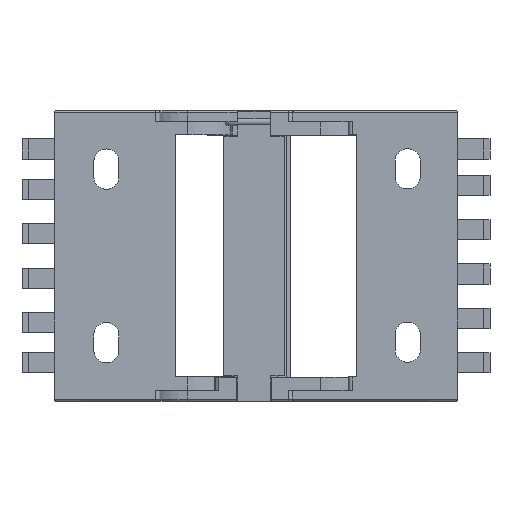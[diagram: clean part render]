
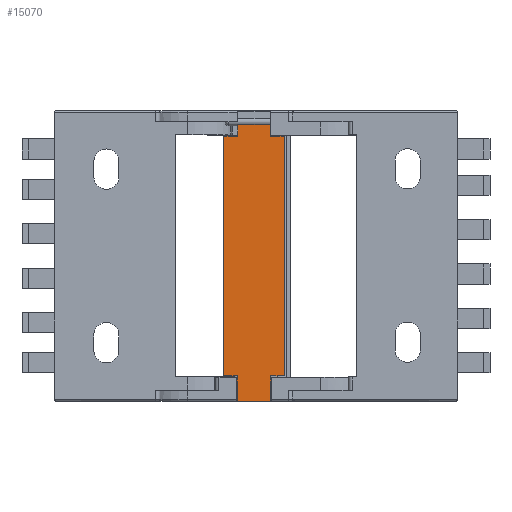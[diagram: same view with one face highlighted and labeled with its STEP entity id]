
A CAD part, front view. The second image highlights one B-rep face of the part: STEP entity #15070.
In plain terms, the highlighted planar face has unit normal (0, -1, 0).
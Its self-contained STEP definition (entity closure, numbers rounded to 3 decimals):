
#82 = DIRECTION ( 'NONE',  ( -1., 0., 0. ) ) ;
#987 = EDGE_CURVE ( 'NONE', #10795, #11973, #1814, .T. ) ;
#1260 = VERTEX_POINT ( 'NONE', #6680 ) ;
#1358 = CARTESIAN_POINT ( 'NONE',  ( 24., -11.7, 65.7 ) ) ;
#1397 = LINE ( 'NONE', #11556, #11121 ) ;
#1418 = VERTEX_POINT ( 'NONE', #12850 ) ;
#1523 = DIRECTION ( 'NONE',  ( 0., 0., 1. ) ) ;
#1677 = DIRECTION ( 'NONE',  ( -1., 0., 0. ) ) ;
#1732 = EDGE_CURVE ( 'NONE', #10958, #5798, #1397, .T. ) ;
#1814 = LINE ( 'NONE', #10303, #4219 ) ;
#2003 = ORIENTED_EDGE ( 'NONE', *, *, #1732, .F. ) ;
#2149 = CARTESIAN_POINT ( 'NONE',  ( 12.323, -11.7, 45.57 ) ) ;
#2280 = ORIENTED_EDGE ( 'NONE', *, *, #10503, .F. ) ;
#2378 = VERTEX_POINT ( 'NONE', #6249 ) ;
#2444 = VECTOR ( 'NONE', #3330, 1000. ) ;
#2458 = CARTESIAN_POINT ( 'NONE',  ( 24., -11.7, 6.3 ) ) ;
#2549 = EDGE_CURVE ( 'NONE', #7829, #1260, #7225, .T. ) ;
#2690 = DIRECTION ( 'NONE',  ( 1., 0., 0. ) ) ;
#2695 = EDGE_CURVE ( 'NONE', #2378, #1260, #14708, .T. ) ;
#2744 = CARTESIAN_POINT ( 'NONE',  ( 24., -11.7, 68.57 ) ) ;
#3115 = ORIENTED_EDGE ( 'NONE', *, *, #3324, .F. ) ;
#3324 = EDGE_CURVE ( 'NONE', #14983, #8779, #9963, .T. ) ;
#3330 = DIRECTION ( 'NONE',  ( -1., 0., 0. ) ) ;
#3400 = CARTESIAN_POINT ( 'NONE',  ( 24., -11.7, 0. ) ) ;
#3427 = VECTOR ( 'NONE', #1677, 1000. ) ;
#3702 = EDGE_CURVE ( 'NONE', #1418, #10795, #12858, .T. ) ;
#3731 = DIRECTION ( 'NONE',  ( 1., 0., 0. ) ) ;
#3769 = PLANE ( 'NONE',  #9975 ) ;
#4219 = VECTOR ( 'NONE', #8016, 1000. ) ;
#4391 = CARTESIAN_POINT ( 'NONE',  ( 12.323, -11.7, 6.3 ) ) ;
#5068 = ORIENTED_EDGE ( 'NONE', *, *, #2695, .F. ) ;
#5095 = VECTOR ( 'NONE', #12617, 1000. ) ;
#5116 = EDGE_CURVE ( 'NONE', #12572, #7089, #12829, .T. ) ;
#5299 = ORIENTED_EDGE ( 'NONE', *, *, #2549, .T. ) ;
#5515 = VECTOR ( 'NONE', #1523, 1000. ) ;
#5701 = CARTESIAN_POINT ( 'NONE',  ( 12.45, -11.7, 68.57 ) ) ;
#5798 = VERTEX_POINT ( 'NONE', #15036 ) ;
#5834 = ORIENTED_EDGE ( 'NONE', *, *, #5116, .F. ) ;
#6145 = CARTESIAN_POINT ( 'NONE',  ( 24., -11.7, 65.7 ) ) ;
#6168 = VECTOR ( 'NONE', #14364, 1000. ) ;
#6249 = CARTESIAN_POINT ( 'NONE',  ( 20.677, -11.7, 0. ) ) ;
#6553 = LINE ( 'NONE', #13777, #5095 ) ;
#6680 = CARTESIAN_POINT ( 'NONE',  ( 12.323, -11.7, 0. ) ) ;
#6764 = CARTESIAN_POINT ( 'NONE',  ( 12.45, -11.7, 65.7 ) ) ;
#6962 = FACE_OUTER_BOUND ( 'NONE', #11435, .T. ) ;
#7089 = VERTEX_POINT ( 'NONE', #11583 ) ;
#7103 = VECTOR ( 'NONE', #10872, 1000. ) ;
#7225 = LINE ( 'NONE', #2149, #7578 ) ;
#7462 = ORIENTED_EDGE ( 'NONE', *, *, #9182, .F. ) ;
#7551 = VECTOR ( 'NONE', #2690, 1000. ) ;
#7578 = VECTOR ( 'NONE', #14850, 1000. ) ;
#7639 = ORIENTED_EDGE ( 'NONE', *, *, #987, .T. ) ;
#7829 = VERTEX_POINT ( 'NONE', #4391 ) ;
#7949 = CARTESIAN_POINT ( 'NONE',  ( 9., -11.7, 6.3 ) ) ;
#7961 = LINE ( 'NONE', #12190, #3427 ) ;
#8016 = DIRECTION ( 'NONE',  ( 0., 0., -1. ) ) ;
#8078 = EDGE_CURVE ( 'NONE', #10958, #8779, #14953, .T. ) ;
#8155 = CARTESIAN_POINT ( 'NONE',  ( 9., -11.7, 68.57 ) ) ;
#8169 = LINE ( 'NONE', #1358, #6168 ) ;
#8779 = VERTEX_POINT ( 'NONE', #8946 ) ;
#8863 = EDGE_CURVE ( 'NONE', #2378, #5798, #6553, .T. ) ;
#8946 = CARTESIAN_POINT ( 'NONE',  ( 24., -11.7, 65.7 ) ) ;
#9182 = EDGE_CURVE ( 'NONE', #7089, #11973, #8169, .T. ) ;
#9443 = VECTOR ( 'NONE', #13930, 1000. ) ;
#9537 = DIRECTION ( 'NONE',  ( 0., -1., 0. ) ) ;
#9685 = CARTESIAN_POINT ( 'NONE',  ( 20.55, -11.7, 65.7 ) ) ;
#9963 = LINE ( 'NONE', #6145, #7551 ) ;
#9975 = AXIS2_PLACEMENT_3D ( 'NONE', #12944, #9537, #3731 ) ;
#10002 = LINE ( 'NONE', #10330, #9443 ) ;
#10290 = EDGE_CURVE ( 'NONE', #14983, #1418, #10002, .T. ) ;
#10303 = CARTESIAN_POINT ( 'NONE',  ( 12.45, -11.7, 68.57 ) ) ;
#10330 = CARTESIAN_POINT ( 'NONE',  ( 20.55, -11.7, 68.57 ) ) ;
#10503 = EDGE_CURVE ( 'NONE', #7829, #12572, #7961, .T. ) ;
#10795 = VERTEX_POINT ( 'NONE', #5701 ) ;
#10872 = DIRECTION ( 'NONE',  ( 0., 0., 1. ) ) ;
#10958 = VERTEX_POINT ( 'NONE', #2458 ) ;
#11121 = VECTOR ( 'NONE', #82, 1000. ) ;
#11188 = ORIENTED_EDGE ( 'NONE', *, *, #3702, .T. ) ;
#11435 = EDGE_LOOP ( 'NONE', ( #5834, #2280, #5299, #5068, #12076, #2003, #11816, #3115, #14067, #11188, #7639, #7462 ) ) ;
#11556 = CARTESIAN_POINT ( 'NONE',  ( 24., -11.7, 6.3 ) ) ;
#11583 = CARTESIAN_POINT ( 'NONE',  ( 9., -11.7, 65.7 ) ) ;
#11633 = VECTOR ( 'NONE', #15099, 1000. ) ;
#11816 = ORIENTED_EDGE ( 'NONE', *, *, #8078, .T. ) ;
#11973 = VERTEX_POINT ( 'NONE', #6764 ) ;
#12076 = ORIENTED_EDGE ( 'NONE', *, *, #8863, .T. ) ;
#12190 = CARTESIAN_POINT ( 'NONE',  ( 24., -11.7, 6.3 ) ) ;
#12572 = VERTEX_POINT ( 'NONE', #7949 ) ;
#12617 = DIRECTION ( 'NONE',  ( 0., 0., 1. ) ) ;
#12829 = LINE ( 'NONE', #8155, #5515 ) ;
#12850 = CARTESIAN_POINT ( 'NONE',  ( 20.55, -11.7, 68.57 ) ) ;
#12858 = LINE ( 'NONE', #14912, #2444 ) ;
#12944 = CARTESIAN_POINT ( 'NONE',  ( 24., -11.7, 68.57 ) ) ;
#13777 = CARTESIAN_POINT ( 'NONE',  ( 20.677, -11.7, 45.57 ) ) ;
#13930 = DIRECTION ( 'NONE',  ( 0., 0., 1. ) ) ;
#14067 = ORIENTED_EDGE ( 'NONE', *, *, #10290, .T. ) ;
#14364 = DIRECTION ( 'NONE',  ( 1., 0., 0. ) ) ;
#14708 = LINE ( 'NONE', #3400, #11633 ) ;
#14850 = DIRECTION ( 'NONE',  ( 0., 0., -1. ) ) ;
#14912 = CARTESIAN_POINT ( 'NONE',  ( 24., -11.7, 68.57 ) ) ;
#14953 = LINE ( 'NONE', #2744, #7103 ) ;
#14983 = VERTEX_POINT ( 'NONE', #9685 ) ;
#15036 = CARTESIAN_POINT ( 'NONE',  ( 20.677, -11.7, 6.3 ) ) ;
#15070 = ADVANCED_FACE ( 'NONE', ( #6962 ), #3769, .T. ) ;
#15099 = DIRECTION ( 'NONE',  ( -1., 0., 0. ) ) ;
